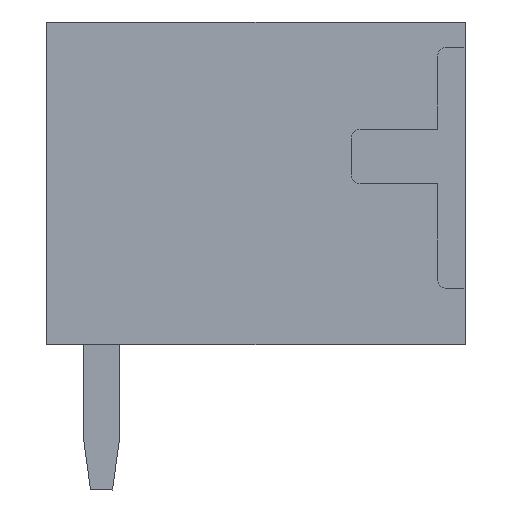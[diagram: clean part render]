
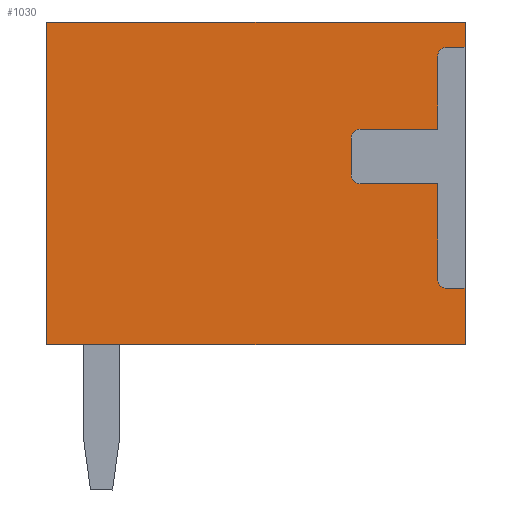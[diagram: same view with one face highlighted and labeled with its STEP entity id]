
A CAD part, left-side view. The second image highlights one B-rep face of the part: STEP entity #1030.
In plain terms, the highlighted planar face has unit normal (-1, 0, 0).
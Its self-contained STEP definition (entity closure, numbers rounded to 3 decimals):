
#930=AXIS2_PLACEMENT_3D('Plane Axis2P3D',#927,#928,#929) ;
#946=AXIS2_PLACEMENT_3D('Circle Axis2P3D',#944,#945,$) ;
#967=AXIS2_PLACEMENT_3D('Circle Axis2P3D',#965,#966,$) ;
#981=AXIS2_PLACEMENT_3D('Circle Axis2P3D',#979,#980,$) ;
#1002=AXIS2_PLACEMENT_3D('Circle Axis2P3D',#1000,#1001,$) ;
#77=CARTESIAN_POINT('Vertex',(0.3,0.,10.3)) ;
#80=CARTESIAN_POINT('Line Origine',(0.3,0.,10.02)) ;
#84=CARTESIAN_POINT('Vertex',(0.3,0.,9.74)) ;
#105=CARTESIAN_POINT('Vertex',(0.3,0.,4.44)) ;
#108=CARTESIAN_POINT('Line Origine',(0.3,0.,3.82)) ;
#112=CARTESIAN_POINT('Vertex',(0.3,0.,3.2)) ;
#721=CARTESIAN_POINT('Vertex',(0.3,9.2,10.3)) ;
#724=CARTESIAN_POINT('Line Origine',(0.3,4.6,10.3)) ;
#867=CARTESIAN_POINT('Line Origine',(0.3,4.6,3.2)) ;
#871=CARTESIAN_POINT('Vertex',(0.3,9.2,3.2)) ;
#927=CARTESIAN_POINT('Axis2P3D Location',(0.3,0.,0.)) ;
#932=CARTESIAN_POINT('Line Origine',(0.3,9.2,6.75)) ;
#937=CARTESIAN_POINT('Line Origine',(0.3,0.2,4.44)) ;
#941=CARTESIAN_POINT('Vertex',(0.3,0.4,4.44)) ;
#944=CARTESIAN_POINT('Axis2P3D Location',(0.3,0.4,4.64)) ;
#948=CARTESIAN_POINT('Vertex',(0.3,0.6,4.64)) ;
#951=CARTESIAN_POINT('Line Origine',(0.3,0.6,5.69)) ;
#955=CARTESIAN_POINT('Vertex',(0.3,0.6,6.74)) ;
#958=CARTESIAN_POINT('Line Origine',(0.3,1.45,6.74)) ;
#962=CARTESIAN_POINT('Vertex',(0.3,2.3,6.74)) ;
#965=CARTESIAN_POINT('Axis2P3D Location',(0.3,2.3,6.94)) ;
#969=CARTESIAN_POINT('Vertex',(0.3,2.5,6.94)) ;
#972=CARTESIAN_POINT('Line Origine',(0.3,2.5,7.34)) ;
#976=CARTESIAN_POINT('Vertex',(0.3,2.5,7.74)) ;
#979=CARTESIAN_POINT('Axis2P3D Location',(0.3,2.3,7.74)) ;
#983=CARTESIAN_POINT('Vertex',(0.3,2.3,7.94)) ;
#986=CARTESIAN_POINT('Line Origine',(0.3,1.45,7.94)) ;
#990=CARTESIAN_POINT('Vertex',(0.3,0.6,7.94)) ;
#993=CARTESIAN_POINT('Line Origine',(0.3,0.6,8.74)) ;
#997=CARTESIAN_POINT('Vertex',(0.3,0.6,9.54)) ;
#1000=CARTESIAN_POINT('Axis2P3D Location',(0.3,0.4,9.54)) ;
#1004=CARTESIAN_POINT('Vertex',(0.3,0.4,9.74)) ;
#1007=CARTESIAN_POINT('Line Origine',(0.3,0.2,9.74)) ;
#81=DIRECTION('Vector Direction',(0.,0.,-1.)) ;
#109=DIRECTION('Vector Direction',(0.,0.,-1.)) ;
#725=DIRECTION('Vector Direction',(0.,-1.,0.)) ;
#868=DIRECTION('Vector Direction',(0.,1.,0.)) ;
#928=DIRECTION('Axis2P3D Direction',(-1.,0.,0.)) ;
#929=DIRECTION('Axis2P3D XDirection',(0.,-1.,0.)) ;
#933=DIRECTION('Vector Direction',(0.,0.,1.)) ;
#938=DIRECTION('Vector Direction',(0.,-1.,0.)) ;
#945=DIRECTION('Axis2P3D Direction',(-1.,0.,0.)) ;
#952=DIRECTION('Vector Direction',(0.,0.,-1.)) ;
#959=DIRECTION('Vector Direction',(0.,-1.,0.)) ;
#966=DIRECTION('Axis2P3D Direction',(-1.,0.,0.)) ;
#973=DIRECTION('Vector Direction',(0.,0.,-1.)) ;
#980=DIRECTION('Axis2P3D Direction',(-1.,0.,0.)) ;
#987=DIRECTION('Vector Direction',(0.,1.,0.)) ;
#994=DIRECTION('Vector Direction',(0.,0.,-1.)) ;
#1001=DIRECTION('Axis2P3D Direction',(-1.,0.,0.)) ;
#1008=DIRECTION('Vector Direction',(0.,1.,0.)) ;
#82=VECTOR('Line Direction',#81,1.) ;
#110=VECTOR('Line Direction',#109,1.) ;
#726=VECTOR('Line Direction',#725,1.) ;
#869=VECTOR('Line Direction',#868,1.) ;
#934=VECTOR('Line Direction',#933,1.) ;
#939=VECTOR('Line Direction',#938,1.) ;
#953=VECTOR('Line Direction',#952,1.) ;
#960=VECTOR('Line Direction',#959,1.) ;
#974=VECTOR('Line Direction',#973,1.) ;
#988=VECTOR('Line Direction',#987,1.) ;
#995=VECTOR('Line Direction',#994,1.) ;
#1009=VECTOR('Line Direction',#1008,1.) ;
#1013=ORIENTED_EDGE('',*,*,#86,.T.) ;
#1014=ORIENTED_EDGE('',*,*,#728,.T.) ;
#1015=ORIENTED_EDGE('',*,*,#936,.T.) ;
#1016=ORIENTED_EDGE('',*,*,#873,.T.) ;
#1017=ORIENTED_EDGE('',*,*,#114,.T.) ;
#1018=ORIENTED_EDGE('',*,*,#943,.T.) ;
#1019=ORIENTED_EDGE('',*,*,#950,.T.) ;
#1020=ORIENTED_EDGE('',*,*,#957,.T.) ;
#1021=ORIENTED_EDGE('',*,*,#964,.T.) ;
#1022=ORIENTED_EDGE('',*,*,#971,.T.) ;
#1023=ORIENTED_EDGE('',*,*,#978,.T.) ;
#1024=ORIENTED_EDGE('',*,*,#985,.T.) ;
#1025=ORIENTED_EDGE('',*,*,#992,.T.) ;
#1026=ORIENTED_EDGE('',*,*,#999,.T.) ;
#1027=ORIENTED_EDGE('',*,*,#1006,.T.) ;
#1028=ORIENTED_EDGE('',*,*,#1011,.T.) ;
#1030=ADVANCED_FACE('HOUSING',(#1029),#931,.T.) ;
#947=CIRCLE('generated circle',#946,0.2) ;
#968=CIRCLE('generated circle',#967,0.2) ;
#982=CIRCLE('generated circle',#981,0.2) ;
#1003=CIRCLE('generated circle',#1002,0.2) ;
#86=EDGE_CURVE('',#85,#78,#83,.F.) ;
#114=EDGE_CURVE('',#113,#106,#111,.F.) ;
#728=EDGE_CURVE('',#78,#722,#727,.F.) ;
#873=EDGE_CURVE('',#872,#113,#870,.F.) ;
#936=EDGE_CURVE('',#722,#872,#935,.F.) ;
#943=EDGE_CURVE('',#106,#942,#940,.F.) ;
#950=EDGE_CURVE('',#942,#949,#947,.F.) ;
#957=EDGE_CURVE('',#949,#956,#954,.F.) ;
#964=EDGE_CURVE('',#956,#963,#961,.F.) ;
#971=EDGE_CURVE('',#963,#970,#968,.F.) ;
#978=EDGE_CURVE('',#970,#977,#975,.F.) ;
#985=EDGE_CURVE('',#977,#984,#982,.F.) ;
#992=EDGE_CURVE('',#984,#991,#989,.F.) ;
#999=EDGE_CURVE('',#991,#998,#996,.F.) ;
#1006=EDGE_CURVE('',#998,#1005,#1003,.F.) ;
#1011=EDGE_CURVE('',#1005,#85,#1010,.F.) ;
#1012=EDGE_LOOP('',(#1013,#1014,#1015,#1016,#1017,#1018,#1019,#1020,#1021,#1022,#1023,#1024,#1025,#1026,#1027,#1028)) ;
#1029=FACE_OUTER_BOUND('',#1012,.T.) ;
#83=LINE('Line',#80,#82) ;
#111=LINE('Line',#108,#110) ;
#727=LINE('Line',#724,#726) ;
#870=LINE('Line',#867,#869) ;
#935=LINE('Line',#932,#934) ;
#940=LINE('Line',#937,#939) ;
#954=LINE('Line',#951,#953) ;
#961=LINE('Line',#958,#960) ;
#975=LINE('Line',#972,#974) ;
#989=LINE('Line',#986,#988) ;
#996=LINE('Line',#993,#995) ;
#1010=LINE('Line',#1007,#1009) ;
#931=PLANE('',#930) ;
#78=VERTEX_POINT('',#77) ;
#85=VERTEX_POINT('',#84) ;
#106=VERTEX_POINT('',#105) ;
#113=VERTEX_POINT('',#112) ;
#722=VERTEX_POINT('',#721) ;
#872=VERTEX_POINT('',#871) ;
#942=VERTEX_POINT('',#941) ;
#949=VERTEX_POINT('',#948) ;
#956=VERTEX_POINT('',#955) ;
#963=VERTEX_POINT('',#962) ;
#970=VERTEX_POINT('',#969) ;
#977=VERTEX_POINT('',#976) ;
#984=VERTEX_POINT('',#983) ;
#991=VERTEX_POINT('',#990) ;
#998=VERTEX_POINT('',#997) ;
#1005=VERTEX_POINT('',#1004) ;
